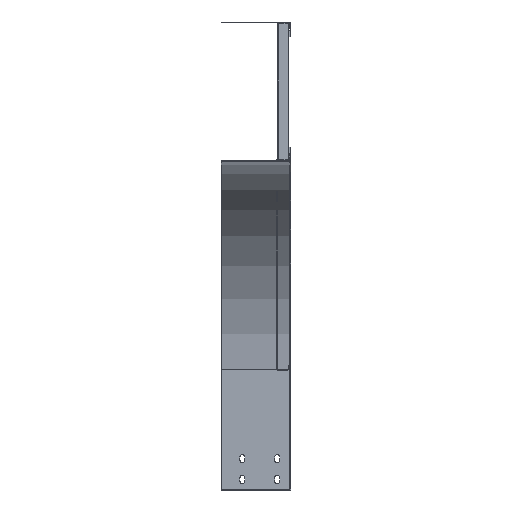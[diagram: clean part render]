
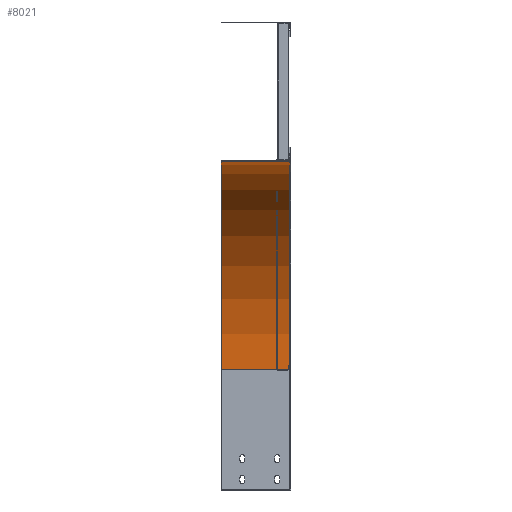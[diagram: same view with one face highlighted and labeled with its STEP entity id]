
A CAD part, left-side view. The second image highlights one B-rep face of the part: STEP entity #8021.
In plain terms, the highlighted cylindrical face has radius 298.8 mm (diameter 597.6 mm), a partial arc.
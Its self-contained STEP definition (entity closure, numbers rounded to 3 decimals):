
#347 = EDGE_LOOP ( 'NONE', ( #4040, #4056, #4057, #4041 ) ) ;
#523 = CARTESIAN_POINT ( 'NONE',  ( -400., 80.201, -301.4 ) ) ;
#524 = DIRECTION ( 'NONE',  ( 0., 1., 0. ) ) ;
#525 = DIRECTION ( 'NONE',  ( 1., 0., 0. ) ) ;
#1529 = FACE_OUTER_BOUND ( 'NONE', #347, .T. ) ;
#1533 = CYLINDRICAL_SURFACE ( 'NONE', #8977, 298.8 ) ;
#1868 = CARTESIAN_POINT ( 'NONE',  ( -400., 80.201, -2.6 ) ) ;
#2049 = CARTESIAN_POINT ( 'NONE',  ( -101.2, 80.201, -301.4 ) ) ;
#2133 = CARTESIAN_POINT ( 'NONE',  ( -101.2, -18., -301.4 ) ) ;
#2522 = CIRCLE ( 'NONE', #4917, 298.8 ) ;
#3896 = CARTESIAN_POINT ( 'NONE',  ( -101.2, 64.26, -301.4 ) ) ;
#3905 = DIRECTION ( 'NONE',  ( 0., 1., 0. ) ) ;
#4040 = ORIENTED_EDGE ( 'NONE', *, *, #5448, .F. ) ;
#4041 = ORIENTED_EDGE ( 'NONE', *, *, #4751, .F. ) ;
#4056 = ORIENTED_EDGE ( 'NONE', *, *, #12620, .F. ) ;
#4057 = ORIENTED_EDGE ( 'NONE', *, *, #5063, .T. ) ;
#4751 = EDGE_CURVE ( 'NONE', #10750, #10666, #11963, .T. ) ;
#4917 = AXIS2_PLACEMENT_3D ( 'NONE', #6632, #6633, #6634 ) ;
#4958 = AXIS2_PLACEMENT_3D ( 'NONE', #523, #524, #525 ) ;
#5063 = EDGE_CURVE ( 'NONE', #10485, #10666, #9291, .T. ) ;
#5448 = EDGE_CURVE ( 'NONE', #10401, #10750, #2522, .T. ) ;
#6212 = DIRECTION ( 'NONE',  ( 1., 0., 0. ) ) ;
#6219 = DIRECTION ( 'NONE',  ( 0., 1., 0. ) ) ;
#6221 = CARTESIAN_POINT ( 'NONE',  ( -400., -19.8, -301.4 ) ) ;
#6632 = CARTESIAN_POINT ( 'NONE',  ( -400., -18., -301.4 ) ) ;
#6633 = DIRECTION ( 'NONE',  ( 0., 1., 0. ) ) ;
#6634 = DIRECTION ( 'NONE',  ( 1., 0., 0. ) ) ;
#7778 = CARTESIAN_POINT ( 'NONE',  ( -400., -18., -2.6 ) ) ;
#8021 = ADVANCED_FACE ( 'NONE', ( #1529 ), #1533, .F. ) ;
#8844 = LINE ( 'NONE', #9706, #8847 ) ;
#8847 = VECTOR ( 'NONE', #9707, 1000. ) ;
#8977 = AXIS2_PLACEMENT_3D ( 'NONE', #6221, #6219, #6212 ) ;
#9291 = CIRCLE ( 'NONE', #4958, 298.8 ) ;
#9706 = CARTESIAN_POINT ( 'NONE',  ( -400., -18., -2.6 ) ) ;
#9707 = DIRECTION ( 'NONE',  ( 0., -1., 0. ) ) ;
#10401 = VERTEX_POINT ( 'NONE', #7778 ) ;
#10485 = VERTEX_POINT ( 'NONE', #1868 ) ;
#10666 = VERTEX_POINT ( 'NONE', #2049 ) ;
#10750 = VERTEX_POINT ( 'NONE', #2133 ) ;
#11963 = LINE ( 'NONE', #3896, #11968 ) ;
#11968 = VECTOR ( 'NONE', #3905, 1000. ) ;
#12620 = EDGE_CURVE ( 'NONE', #10485, #10401, #8844, .T. ) ;
